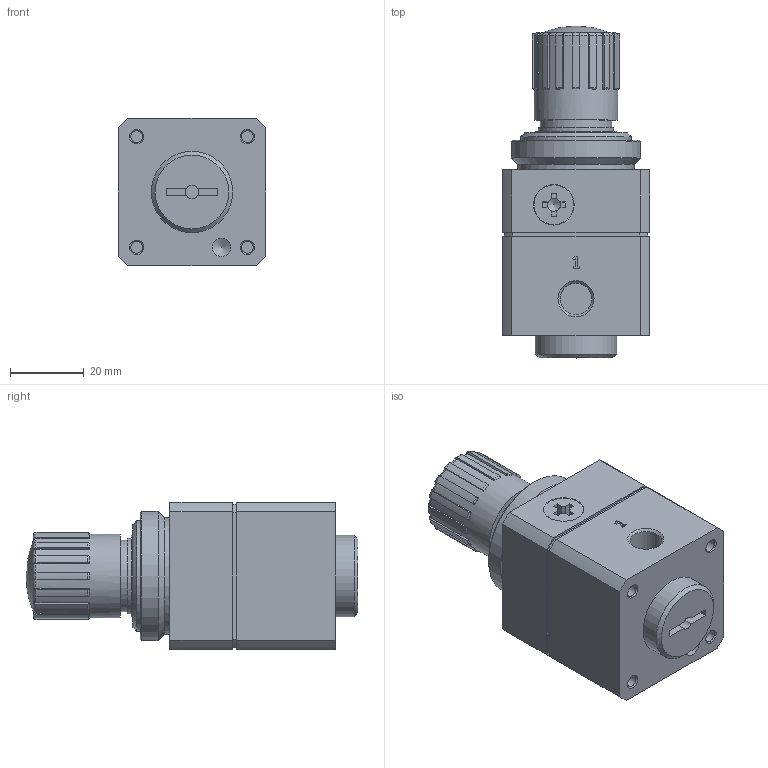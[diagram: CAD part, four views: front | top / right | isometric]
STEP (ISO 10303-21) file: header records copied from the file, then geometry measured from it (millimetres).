
FILE_DESCRIPTION(/* description */ ('STEP AP214'),/* implementation_level */ '2;1');
FILE_NAME(/* name */ '2416371_LRP-1_8-6',/* time_stamp */ '2024-08-21T07:06:48+02:00',/* author */ ('License CC BY-ND 4.0'),/* organization */ ('CADENAS'),/* preprocessor_version */ 'ST-DEVELOPER v19.3',/* originating_system */ 'PARTsolutions',/* authorisation */ ' ');
FILE_SCHEMA (('AUTOMOTIVE_DESIGN {1 0 10303 214 3 1 1}'));
Length unit declared in the file: millimetre
Products named in the file (5): 2416371 LRP-1/8-6---(0); 2416371 LRP-1/8-6---(0_g); 676226 LRP-1/4; 660543 LR/LFR-...-D-MINI; 2410484 LRP-...-6
Assembly tree (4 placements, depth 2):
  2416371 LRP-1/8-6---(0)
    2416371 LRP-1/8-6---(0_g)
    676226 LRP-1/4
    660543 LR/LFR-...-D-MINI
    2410484 LRP-...-6
Bounding box: 40 x 90 x 40 mm (x, y, z)
Volume: 90668.7 mm3; surface area: 20615.7 mm2
Topology: 4 solids, 4 shells, 338 faces, 831 edges, 543 vertices
Faces by surface type: plane 179, cylinder 81, torus 53, cone 24, sphere 1
Full cylindrical faces by diameter (mm): 1 x1, 1.2 x1, 2.8 x1, 2.9 x1, 3 x2, 3.242 x4, 3.5 x1, 3.6 x1, 3.9 x1, 4.3 x1, 4.8 x1, 5 x1, 6.3 x1, 6.9 x1, 7 x4, 7.6 x5, 8 x2, 8.2 x1, 8.566 x4, 9.728 x2, 10.8 x1, 11 x1, 19.5 x1, 20.5 x1, 22 x2, 22.7 x1, 28 x1, 28.376 x1, 30 x1, 31.6 x1
Entity records: 11739 total; most frequent: CARTESIAN_POINT 2006, DIRECTION 1600, ORIENTED_EDGE 1488, EDGE_CURVE 744, AXIS2_PLACEMENT_3D 612, VERTEX_POINT 537, FACE_BOUND 467, EDGE_LOOP 464
